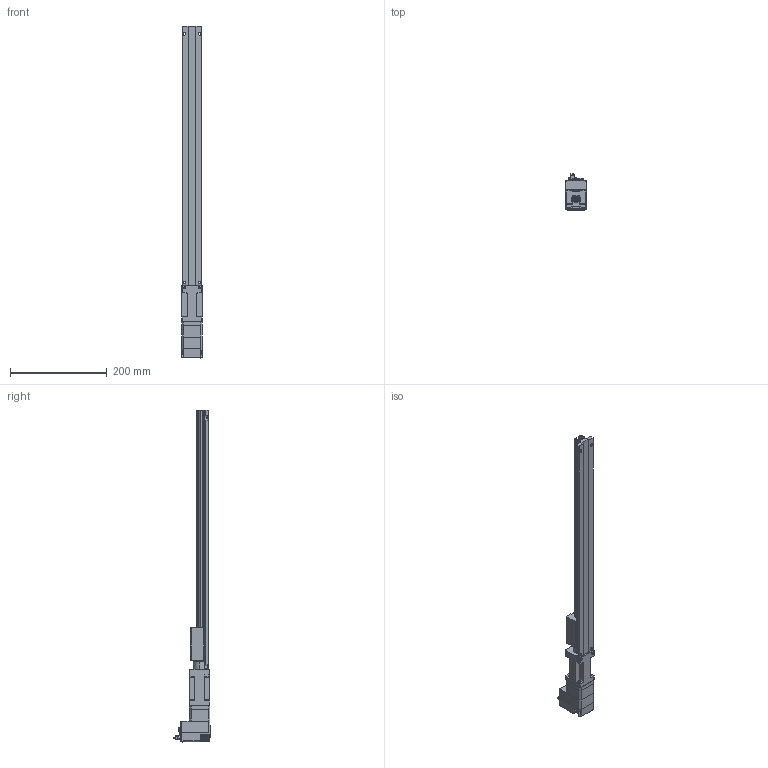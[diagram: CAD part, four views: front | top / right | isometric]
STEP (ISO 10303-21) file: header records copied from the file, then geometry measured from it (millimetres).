
FILE_DESCRIPTION (( 'STEP AP214' ), '1' );
FILE_NAME ('ST40EX45-7Q2R.STEP', '2023-10-31T00:53:40', ( '' ), ( '' ), 'SwSTEP 2.0', 'SolidWorks 2020', '' );
FILE_SCHEMA (( 'AUTOMOTIVE_DESIGN' ));
Length unit declared in the file: millimetre
Products named in the file (4): ST40EX45-7Q2R; 01-TSM17+RGS08法蘭座; TSM17Q-2RG_RevB; AMETEK-RGS08KR-A00-0100-18_00-001-0000-00_450mm
Assembly tree (3 placements, depth 2):
  ST40EX45-7Q2R
    TSM17Q-2RG_RevB
    01-TSM17+RGS08法蘭座
    AMETEK-RGS08KR-A00-0100-18_00-001-0000-00_450mm
Bounding box: 43.53 x 75.08 x 686.95 mm (x, y, z)
Volume: 401284 mm3; surface area: 207844.6 mm2
Topology: 38 solids, 64 shells, 1759 faces, 4970 edges, 3263 vertices
Faces by surface type: plane 808, cylinder 574, cone 179, bspline 176, torus 16, sphere 6
Entity records: 81442 total; most frequent: CARTESIAN_POINT 18086, DIRECTION 8995, ORIENTED_EDGE 8904, EDGE_CURVE 4870, VERTEX_POINT 3263, LINE 3093, VECTOR 3093, AXIS2_PLACEMENT_3D 2951
